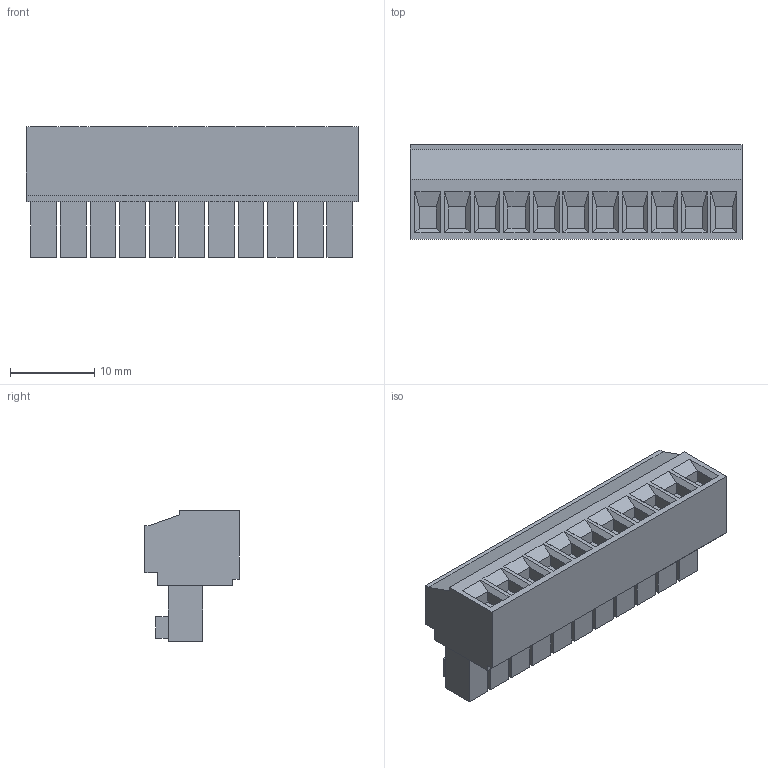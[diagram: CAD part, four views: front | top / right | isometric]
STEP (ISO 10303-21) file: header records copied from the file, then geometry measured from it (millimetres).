
FILE_DESCRIPTION((''),'2;1');
FILE_NAME('395000011','2015-01-12T',('me'),(''),'PRO/ENGINEER BY PARAMETRIC TECHNOLOGY CORPORATION, 2011490','PRO/ENGINEER BY PARAMETRIC TECHNOLOGY CORPORATION, 2011490','');
FILE_SCHEMA(('CONFIG_CONTROL_DESIGN'));
Length unit declared in the file: inch
Products named in the file (1): 395000011
Bounding box: 39.29 x 11.18 x 15.49 mm (x, y, z)
Volume: 4208.8 mm3; surface area: 3458.4 mm2
Topology: 1 solids, 1 shells, 490 faces, 1167 edges, 778 vertices
Faces by surface type: plane 369, cylinder 99, cone 22
Entity records: 13966 total; most frequent: CARTESIAN_POINT 2392, DIRECTION 2391, ORIENTED_EDGE 2290, EDGE_CURVE 1145, VECTOR 925, LINE 925, VERTEX_POINT 734, AXIS2_PLACEMENT_3D 733
